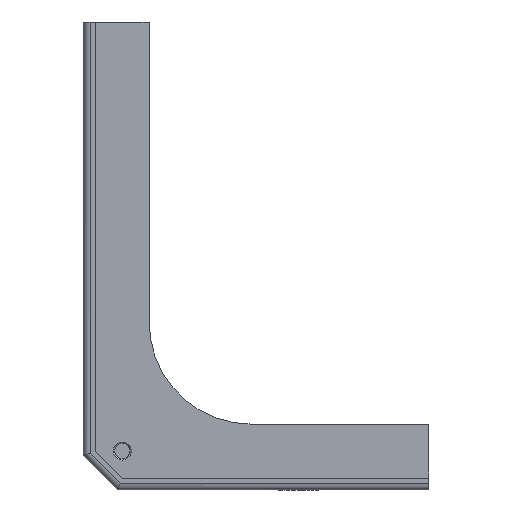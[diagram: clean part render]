
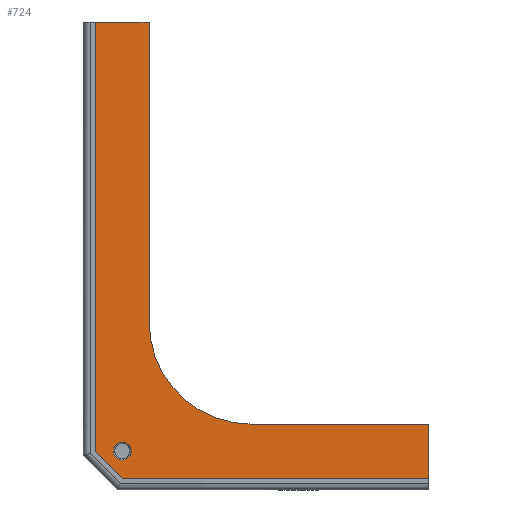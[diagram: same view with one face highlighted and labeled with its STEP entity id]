
A CAD part, left-side view. The second image highlights one B-rep face of the part: STEP entity #724.
In plain terms, the highlighted planar face has unit normal (-1, 0, 0).
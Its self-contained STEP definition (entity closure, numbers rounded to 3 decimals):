
#21=FACE_BOUND('',#125,.T.);
#40=PLANE('',#794);
#80=FACE_OUTER_BOUND('',#124,.T.);
#124=EDGE_LOOP('',(#643,#644,#645,#646,#647,#648,#649,#650));
#125=EDGE_LOOP('',(#651));
#145=CIRCLE('',#760,30.);
#160=CIRCLE('',#792,2.65);
#180=LINE('',#1067,#254);
#195=LINE('',#1105,#269);
#202=LINE('',#1122,#276);
#207=LINE('',#1144,#281);
#229=LINE('',#1208,#303);
#230=LINE('',#1210,#304);
#231=LINE('',#1211,#305);
#254=VECTOR('',#848,10.);
#269=VECTOR('',#883,10.);
#276=VECTOR('',#898,10.);
#281=VECTOR('',#921,10.);
#303=VECTOR('',#991,10.);
#304=VECTOR('',#992,10.);
#305=VECTOR('',#993,10.);
#327=VERTEX_POINT('',#1064);
#328=VERTEX_POINT('',#1066);
#340=VERTEX_POINT('',#1102);
#341=VERTEX_POINT('',#1104);
#346=VERTEX_POINT('',#1115);
#347=VERTEX_POINT('',#1117);
#371=VERTEX_POINT('',#1201);
#373=VERTEX_POINT('',#1207);
#374=VERTEX_POINT('',#1209);
#398=EDGE_CURVE('',#328,#327,#180,.T.);
#417=EDGE_CURVE('',#341,#340,#195,.T.);
#423=EDGE_CURVE('',#346,#347,#145,.T.);
#426=EDGE_CURVE('',#346,#341,#202,.T.);
#437=EDGE_CURVE('',#327,#347,#207,.T.);
#466=EDGE_CURVE('',#371,#371,#160,.T.);
#469=EDGE_CURVE('',#340,#373,#229,.T.);
#470=EDGE_CURVE('',#373,#374,#230,.T.);
#471=EDGE_CURVE('',#374,#328,#231,.T.);
#643=ORIENTED_EDGE('',*,*,#417,.T.);
#644=ORIENTED_EDGE('',*,*,#469,.T.);
#645=ORIENTED_EDGE('',*,*,#470,.T.);
#646=ORIENTED_EDGE('',*,*,#471,.T.);
#647=ORIENTED_EDGE('',*,*,#398,.T.);
#648=ORIENTED_EDGE('',*,*,#437,.T.);
#649=ORIENTED_EDGE('',*,*,#423,.F.);
#650=ORIENTED_EDGE('',*,*,#426,.T.);
#651=ORIENTED_EDGE('',*,*,#466,.F.);
#724=ADVANCED_FACE('',(#80,#21),#40,.T.);
#760=AXIS2_PLACEMENT_3D('',#1118,#892,#893);
#792=AXIS2_PLACEMENT_3D('',#1202,#984,#985);
#794=AXIS2_PLACEMENT_3D('',#1206,#989,#990);
#848=DIRECTION('',(0.,0.,1.));
#883=DIRECTION('',(0.,1.,0.));
#892=DIRECTION('center_axis',(-1.,0.,0.));
#893=DIRECTION('ref_axis',(0.,0.707,-0.707));
#898=DIRECTION('',(0.,0.,1.));
#921=DIRECTION('',(0.,1.,0.));
#984=DIRECTION('center_axis',(-1.,0.,0.));
#985=DIRECTION('ref_axis',(0.,0.,-1.));
#989=DIRECTION('center_axis',(-1.,0.,0.));
#990=DIRECTION('ref_axis',(0.,0.,1.));
#991=DIRECTION('',(0.,0.,-1.));
#992=DIRECTION('',(0.,-0.707,-0.707));
#993=DIRECTION('',(0.,-1.,0.));
#1064=CARTESIAN_POINT('',(394.853,976.592,19.363));
#1066=CARTESIAN_POINT('',(394.853,976.592,3.5));
#1067=CARTESIAN_POINT('',(394.853,976.592,98.581));
#1102=CARTESIAN_POINT('',(394.857,1074.688,137.64));
#1104=CARTESIAN_POINT('',(394.856,1058.826,137.64));
#1105=CARTESIAN_POINT('',(394.855,1017.709,137.64));
#1115=CARTESIAN_POINT('',(394.856,1058.826,49.363));
#1117=CARTESIAN_POINT('',(394.855,1028.826,19.363));
#1118=CARTESIAN_POINT('Origin',(394.855,1028.826,49.363));
#1122=CARTESIAN_POINT('',(394.856,1058.826,19.363));
#1144=CARTESIAN_POINT('',(394.851,894.358,19.363));
#1201=CARTESIAN_POINT('',(394.856,1066.738,14.1));
#1202=CARTESIAN_POINT('Origin',(394.856,1066.738,11.45));
#1206=CARTESIAN_POINT('Origin',(394.853,976.592,177.8));
#1207=CARTESIAN_POINT('',(394.857,1074.688,11.45));
#1208=CARTESIAN_POINT('',(394.857,1074.688,94.625));
#1209=CARTESIAN_POINT('',(394.856,1066.739,3.5));
#1210=CARTESIAN_POINT('',(394.857,1087.777,24.538));
#1211=CARTESIAN_POINT('',(394.852,931.519,3.5));
